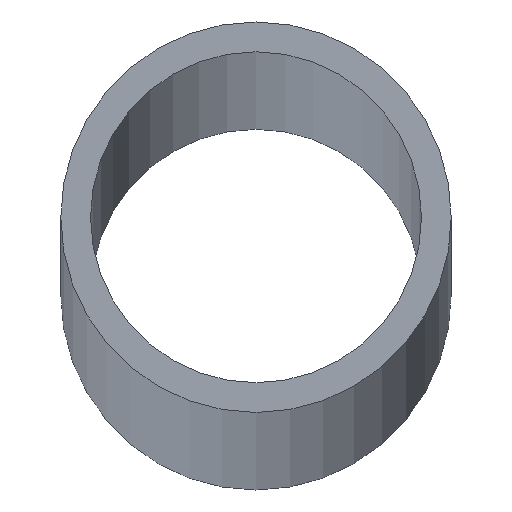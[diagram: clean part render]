
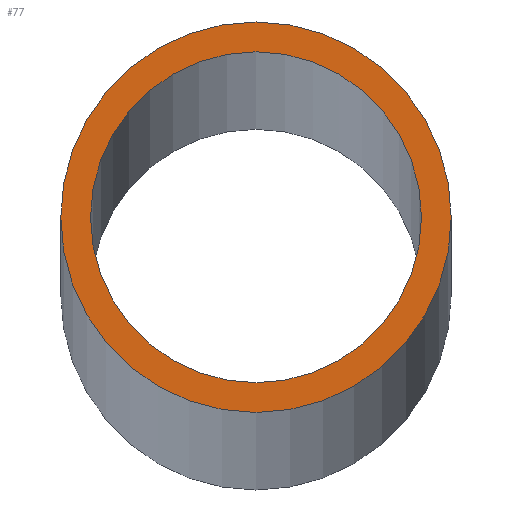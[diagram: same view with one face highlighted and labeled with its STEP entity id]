
A CAD part, top view. The second image highlights one B-rep face of the part: STEP entity #77.
In plain terms, the highlighted planar face has unit normal (0, 0, 1).
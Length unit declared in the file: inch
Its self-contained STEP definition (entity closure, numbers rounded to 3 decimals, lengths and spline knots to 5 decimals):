
#8 = EDGE_CURVE ( 'NONE', #66, #106, #117, .T. ) ;
#13 = DIRECTION ( 'NONE',  ( 1., 0., 0. ) ) ;
#29 = VERTEX_POINT ( 'NONE', #86 ) ;
#38 = CARTESIAN_POINT ( 'NONE',  ( 0., 0., 216. ) ) ;
#42 = PLANE ( 'NONE',  #179 ) ;
#44 = CARTESIAN_POINT ( 'NONE',  ( 0., 0., 216. ) ) ;
#63 = EDGE_LOOP ( 'NONE', ( #245, #141 ) ) ;
#64 = FACE_OUTER_BOUND ( 'NONE', #171, .T. ) ;
#66 = VERTEX_POINT ( 'NONE', #162 ) ;
#76 = DIRECTION ( 'NONE',  ( 1., 0., 0. ) ) ;
#77 = ADVANCED_FACE ( 'NONE', ( #64, #121 ), #42, .T. ) ;
#83 = DIRECTION ( 'NONE',  ( 1., 0., 0. ) ) ;
#86 = CARTESIAN_POINT ( 'NONE',  ( 0.805, 0., 216. ) ) ;
#96 = EDGE_CURVE ( 'NONE', #106, #66, #212, .T. ) ;
#104 = VERTEX_POINT ( 'NONE', #236 ) ;
#106 = VERTEX_POINT ( 'NONE', #128 ) ;
#108 = CIRCLE ( 'NONE', #208, 0.805 ) ;
#110 = CARTESIAN_POINT ( 'NONE',  ( 0., 0., 216. ) ) ;
#117 = CIRCLE ( 'NONE', #120, 0.95 ) ;
#120 = AXIS2_PLACEMENT_3D ( 'NONE', #248, #126, #83 ) ;
#121 = FACE_BOUND ( 'NONE', #63, .T. ) ;
#126 = DIRECTION ( 'NONE',  ( 0., 0., 1. ) ) ;
#127 = ORIENTED_EDGE ( 'NONE', *, *, #8, .T. ) ;
#128 = CARTESIAN_POINT ( 'NONE',  ( 0.95, 0., 216. ) ) ;
#129 = EDGE_CURVE ( 'NONE', #104, #29, #108, .T. ) ;
#141 = ORIENTED_EDGE ( 'NONE', *, *, #252, .F. ) ;
#150 = AXIS2_PLACEMENT_3D ( 'NONE', #38, #230, #192 ) ;
#159 = CARTESIAN_POINT ( 'NONE',  ( 0., 0., 216. ) ) ;
#162 = CARTESIAN_POINT ( 'NONE',  ( -0.95, 0., 216. ) ) ;
#167 = CIRCLE ( 'NONE', #227, 0.805 ) ;
#171 = EDGE_LOOP ( 'NONE', ( #127, #176 ) ) ;
#176 = ORIENTED_EDGE ( 'NONE', *, *, #96, .T. ) ;
#179 = AXIS2_PLACEMENT_3D ( 'NONE', #159, #195, #13 ) ;
#183 = DIRECTION ( 'NONE',  ( 0., 0., 1. ) ) ;
#192 = DIRECTION ( 'NONE',  ( 1., 0., 0. ) ) ;
#195 = DIRECTION ( 'NONE',  ( 0., 0., 1. ) ) ;
#208 = AXIS2_PLACEMENT_3D ( 'NONE', #44, #183, #238 ) ;
#212 = CIRCLE ( 'NONE', #150, 0.95 ) ;
#227 = AXIS2_PLACEMENT_3D ( 'NONE', #110, #241, #76 ) ;
#230 = DIRECTION ( 'NONE',  ( 0., 0., 1. ) ) ;
#236 = CARTESIAN_POINT ( 'NONE',  ( -0.805, 0., 216. ) ) ;
#238 = DIRECTION ( 'NONE',  ( 1., 0., 0. ) ) ;
#241 = DIRECTION ( 'NONE',  ( 0., 0., 1. ) ) ;
#245 = ORIENTED_EDGE ( 'NONE', *, *, #129, .F. ) ;
#248 = CARTESIAN_POINT ( 'NONE',  ( 0., 0., 216. ) ) ;
#252 = EDGE_CURVE ( 'NONE', #29, #104, #167, .T. ) ;
